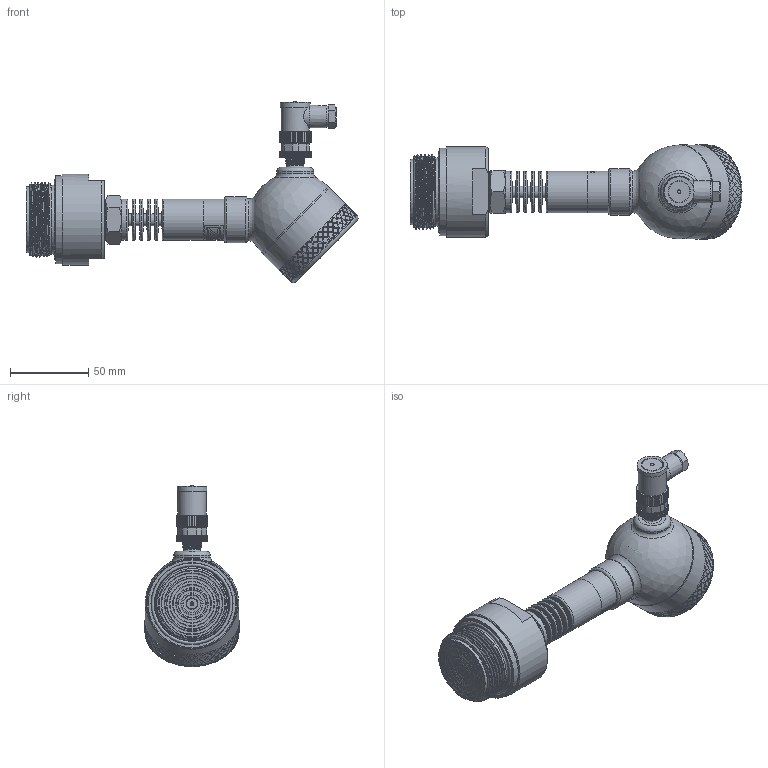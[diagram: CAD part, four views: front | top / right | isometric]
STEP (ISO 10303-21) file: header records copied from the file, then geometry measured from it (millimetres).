
FILE_DESCRIPTION(/* description */ (''),/* implementation_level */ '2;1');
FILE_NAME(/* name */ 'APZ3420mFH_G1-1''2DIN-flush_radiator_2.step',/* time_stamp */ '2021-07-07T15:41:16+03:00',/* author */ (''),/* organization */ (''),/* preprocessor_version */ 'ST-DEVELOPER v18.1',/* originating_system */ 'Autodesk Translation Framework v10.9.0.1377',/* authorisation */ '');
FILE_SCHEMA (('AUTOMOTIVE_DESIGN { 1 0 10303 214 3 1 1 }'));
Length unit declared in the file: millimetre
Products named in the file (8): АПЗ420М-полевойкорпус-
заполненный; Заполненный полевой 
корпус v13; Main body; Cover without display; M12x1 adapter; M12x1 female angular v10; G1\4EN radiator; G1-1'2DIN diaphragm 42 v6
Assembly tree (6 placements, depth 3):
  АПЗ420М-полевойкорпус-
заполненный
    Заполненный полевой 
корпус v13
      Main body
      Cover without display
      M12x1 adapter
      M12x1 female angular v10
    G1\4EN radiator
  G1-1'2DIN diaphragm 42 v6
Bounding box: 212.02 x 60.1 x 115.69 mm (x, y, z)
Volume: 359721.4 mm3; surface area: 62673.7 mm2
Topology: 9 solids, 9 shells, 1722 faces, 4287 edges, 2848 vertices
Faces by surface type: bspline 922, cylinder 515, plane 197, torus 58, cone 27, sphere 3
Full cylindrical faces by diameter (mm): 0.012 x1, 1 x4, 2 x1, 3.3 x1, 4 x1, 5 x3, 6.116 x1, 7 x1, 7.5 x5, 8 x1, 9.3 x1, 9.471 x2, 9.5 x2, 10.5 x2, 10.741 x7, 11 x1, 11.035 x4, 11.156 x1, 11.445 x5, 11.884 x6, 12.152 x4, 13 x1, 13.157 x9, 18 x1, 19 x1, 19.7 x1, 21.6 x1, 21.767 x1, 22.4 x1, 23.6 x1
Entity records: 81400 total; most frequent: CARTESIAN_POINT 47243, ORIENTED_EDGE 8570, EDGE_CURVE 4285, DIRECTION 4105, VERTEX_POINT 2848, B_SPLINE_CURVE_WITH_KNOTS 2664, EDGE_LOOP 1997, FACE_OUTER_BOUND 1722
